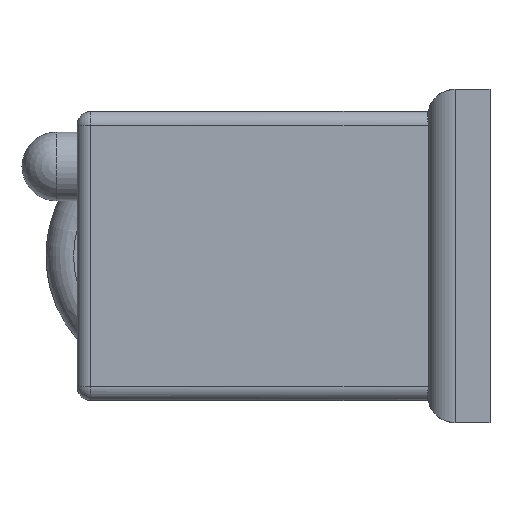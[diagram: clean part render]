
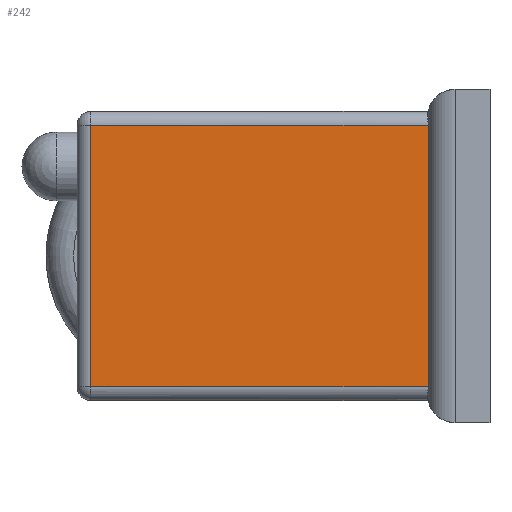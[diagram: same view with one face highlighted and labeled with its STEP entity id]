
A CAD part, left-side view. The second image highlights one B-rep face of the part: STEP entity #242.
In plain terms, the highlighted planar face has unit normal (-1, 0, 0).
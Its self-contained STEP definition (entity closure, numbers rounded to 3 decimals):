
#29 = CARTESIAN_POINT ( 'NONE',  ( 1.6, 30., -2.6 ) ) ;
#32 = EDGE_CURVE ( 'NONE', #1266, #1359, #511, .T. ) ;
#171 = VERTEX_POINT ( 'NONE', #868 ) ;
#242 = ADVANCED_FACE ( 'NONE', ( #1105 ), #1037, .F. ) ;
#368 = VECTOR ( 'NONE', #983, 1000. ) ;
#413 = DIRECTION ( 'NONE',  ( 0., 0., 1. ) ) ;
#511 = LINE ( 'NONE', #29, #1310 ) ;
#521 = CARTESIAN_POINT ( 'NONE',  ( 1.6, 29., -22.6 ) ) ;
#529 = VERTEX_POINT ( 'NONE', #1005 ) ;
#536 = DIRECTION ( 'NONE',  ( 0., 0., -1. ) ) ;
#553 = LINE ( 'NONE', #521, #726 ) ;
#726 = VECTOR ( 'NONE', #536, 1000. ) ;
#815 = CARTESIAN_POINT ( 'NONE',  ( 1.6, 4.5, -22.6 ) ) ;
#868 = CARTESIAN_POINT ( 'NONE',  ( 1.6, 29., -21.6 ) ) ;
#874 = EDGE_CURVE ( 'NONE', #529, #1266, #1565, .T. ) ;
#957 = EDGE_CURVE ( 'NONE', #171, #529, #1631, .T. ) ;
#976 = ORIENTED_EDGE ( 'NONE', *, *, #32, .T. ) ;
#983 = DIRECTION ( 'NONE',  ( 0., -1., 0. ) ) ;
#991 = CARTESIAN_POINT ( 'NONE',  ( 1.6, 30., -21.6 ) ) ;
#1005 = CARTESIAN_POINT ( 'NONE',  ( 1.6, 4.5, -21.6 ) ) ;
#1037 = PLANE ( 'NONE',  #1688 ) ;
#1040 = EDGE_LOOP ( 'NONE', ( #1759, #976, #1255, #1195 ) ) ;
#1070 = CARTESIAN_POINT ( 'NONE',  ( 1.6, 29., -2.6 ) ) ;
#1105 = FACE_OUTER_BOUND ( 'NONE', #1040, .T. ) ;
#1161 = CARTESIAN_POINT ( 'NONE',  ( 1.6, 4.5, -2.6 ) ) ;
#1186 = VECTOR ( 'NONE', #413, 1000. ) ;
#1195 = ORIENTED_EDGE ( 'NONE', *, *, #957, .T. ) ;
#1255 = ORIENTED_EDGE ( 'NONE', *, *, #1763, .T. ) ;
#1266 = VERTEX_POINT ( 'NONE', #1161 ) ;
#1310 = VECTOR ( 'NONE', #1507, 1000. ) ;
#1359 = VERTEX_POINT ( 'NONE', #1070 ) ;
#1427 = CARTESIAN_POINT ( 'NONE',  ( 1.6, 30., -22.6 ) ) ;
#1507 = DIRECTION ( 'NONE',  ( 0., 1., 0. ) ) ;
#1565 = LINE ( 'NONE', #815, #1186 ) ;
#1575 = DIRECTION ( 'NONE',  ( 1., 0., 0. ) ) ;
#1631 = LINE ( 'NONE', #991, #368 ) ;
#1688 = AXIS2_PLACEMENT_3D ( 'NONE', #1427, #1575, #1715 ) ;
#1715 = DIRECTION ( 'NONE',  ( 0., 0., -1. ) ) ;
#1759 = ORIENTED_EDGE ( 'NONE', *, *, #874, .T. ) ;
#1763 = EDGE_CURVE ( 'NONE', #1359, #171, #553, .T. ) ;
